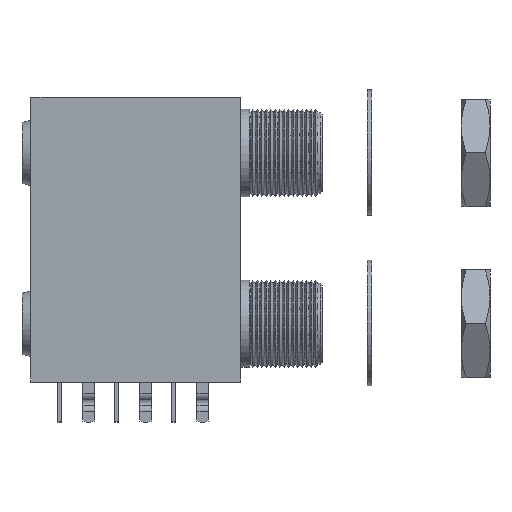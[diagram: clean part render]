
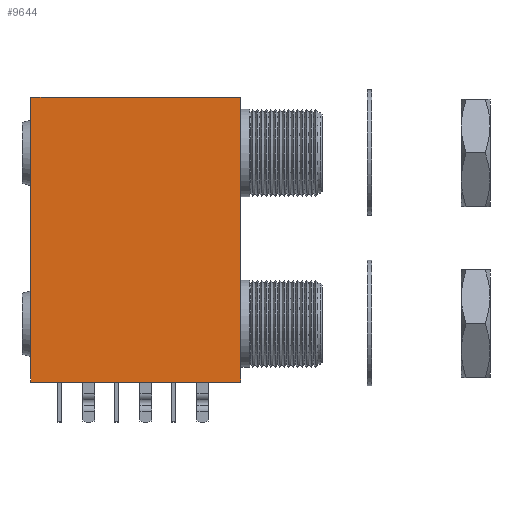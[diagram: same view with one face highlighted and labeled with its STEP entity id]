
A CAD part, front view. The second image highlights one B-rep face of the part: STEP entity #9644.
In plain terms, the highlighted planar face has unit normal (0, -1, 0).
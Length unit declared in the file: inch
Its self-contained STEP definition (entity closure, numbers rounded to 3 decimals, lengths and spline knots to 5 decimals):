
#394=PLANE('',#10294);
#807=FACE_OUTER_BOUND('',#1375,.T.);
#1375=EDGE_LOOP('',(#6819,#6820,#6821,#6822));
#1996=LINE('',#13862,#2958);
#2064=LINE('',#13987,#3026);
#2081=LINE('',#14020,#3043);
#2100=LINE('',#14064,#3062);
#2958=VECTOR('',#11305,0.1378);
#3026=VECTOR('',#11399,0.5);
#3043=VECTOR('',#11422,0.5);
#3062=VECTOR('',#11473,0.11614);
#4202=VERTEX_POINT('',#13859);
#4203=VERTEX_POINT('',#13861);
#4247=VERTEX_POINT('',#13986);
#4260=VERTEX_POINT('',#14018);
#5138=EDGE_CURVE('',#4202,#4203,#1996,.T.);
#5207=EDGE_CURVE('',#4203,#4247,#2064,.T.);
#5226=EDGE_CURVE('',#4202,#4260,#2081,.T.);
#5248=EDGE_CURVE('',#4260,#4247,#2100,.T.);
#6819=ORIENTED_EDGE('',*,*,#5248,.T.);
#6820=ORIENTED_EDGE('',*,*,#5207,.F.);
#6821=ORIENTED_EDGE('',*,*,#5138,.F.);
#6822=ORIENTED_EDGE('',*,*,#5226,.T.);
#9644=ADVANCED_FACE('',(#807),#394,.T.);
#10294=AXIS2_PLACEMENT_3D('',#14063,#11471,#11472);
#11305=DIRECTION('',(-1.,0.,0.));
#11399=DIRECTION('',(0.,0.,1.));
#11422=DIRECTION('',(0.,0.,1.));
#11471=DIRECTION('center_axis',(0.,-1.,0.));
#11472=DIRECTION('ref_axis',(0.,0.,
-1.));
#11473=DIRECTION('',(-1.,0.,0.));
#13859=CARTESIAN_POINT('',(0.32087,-0.31496,-0.25));
#13861=CARTESIAN_POINT('',(-0.60039,-0.31496,-0.25));
#13862=CARTESIAN_POINT('',(0.32087,-0.31496,-0.25));
#13986=CARTESIAN_POINT('',(-0.60039,-0.31496,1.));
#13987=CARTESIAN_POINT('',(-0.60039,-0.31496,-0.25));
#14018=CARTESIAN_POINT('',(0.32087,-0.31496,1.));
#14020=CARTESIAN_POINT('',(0.32087,-0.31496,-0.25));
#14063=CARTESIAN_POINT('Origin',(0.32087,-0.31496,-0.25));
#14064=CARTESIAN_POINT('',(-0.48425,-0.31496,1.));
